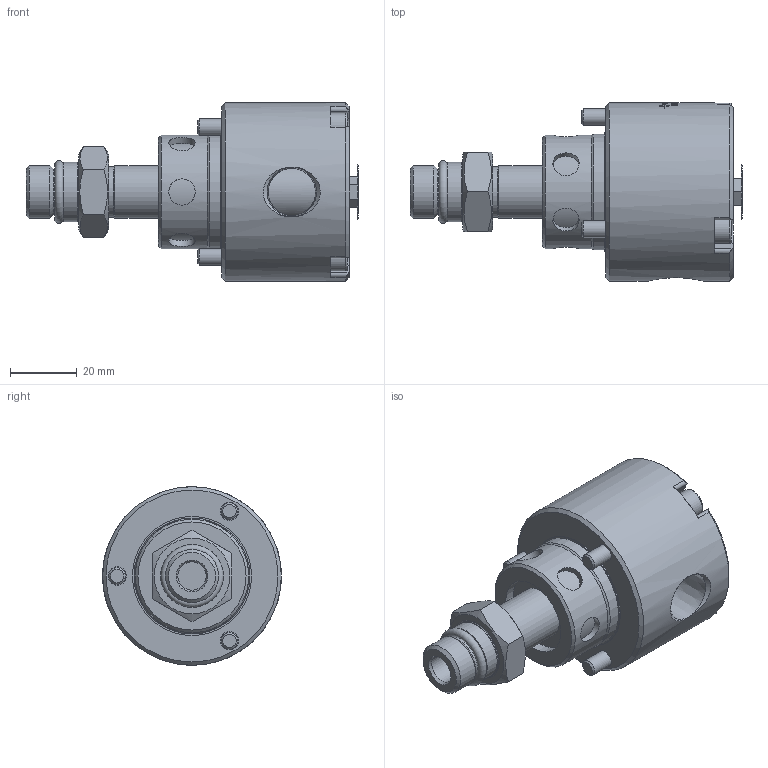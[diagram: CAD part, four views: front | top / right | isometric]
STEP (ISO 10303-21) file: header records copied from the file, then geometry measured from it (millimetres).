
FILE_DESCRIPTION(/* description */ (''),/* implementation_level */ '2;1');
FILE_NAME(/* name */ '1129-033-301-IC.stp',/* time_stamp */ '2020-05-14T16:27:16-05:00',/* author */ ('moorera'),/* organization */ (''),/* preprocessor_version */ 'ST-DEVELOPER v18.1',/* originating_system */ 'Autodesk Inventor 2020',/* authorisation */ '');
FILE_SCHEMA (('AUTOMOTIVE_DESIGN { 1 0 10303 214 3 1 1 }'));
Products named in the file (1): 1129-033-301-IC
Bounding box: 99.8 x 53.7 x 53.7 mm (x, y, z)
Volume: 107534.3 mm3; surface area: 23319.6 mm2
Topology: 2 solids, 2 shells, 436 faces, 1176 edges, 798 vertices
Faces by surface type: bspline 193, plane 135, cylinder 74, cone 25, torus 9
Full cylindrical faces by diameter (mm): 5 x3, 5.5 x3, 7.9 x6, 8.5 x4, 13.5 x1, 14.25 x1, 15.3 x1, 15.863 x1, 15.968 x1, 17.993 x1, 23.4 x1, 34.1 x1, 34.82 x1, 35.8 x1, 53.7 x1
Entity records: 57235 total; most frequent: CARTESIAN_POINT 46972, ORIENTED_EDGE 2346, DIRECTION 1645, EDGE_CURVE 1173, VERTEX_POINT 798, AXIS2_PLACEMENT_3D 597, EDGE_LOOP 495, LINE 451
